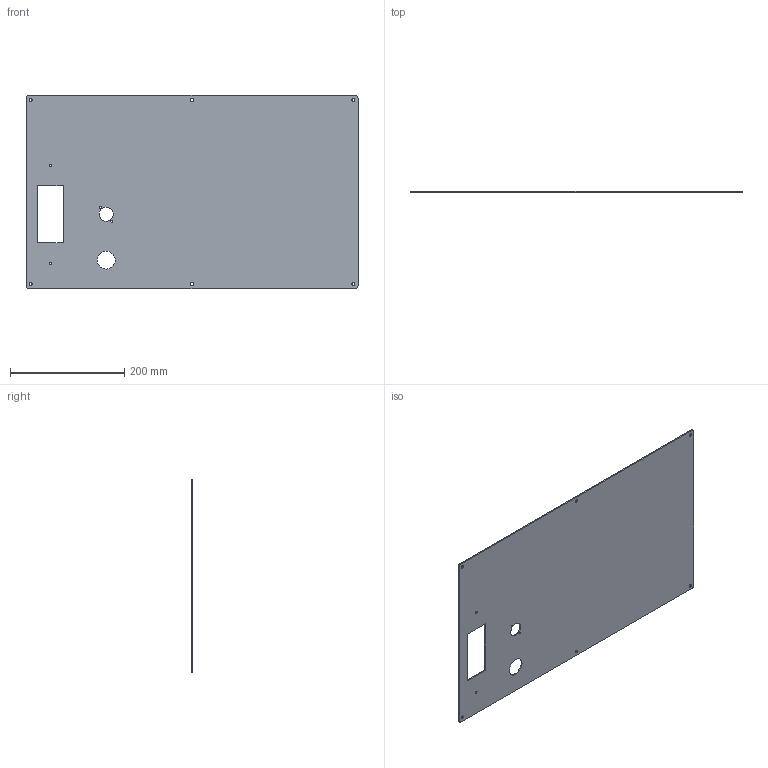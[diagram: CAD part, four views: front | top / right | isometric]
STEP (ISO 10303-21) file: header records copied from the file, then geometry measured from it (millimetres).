
FILE_DESCRIPTION(/* description */ ('Unknown'),/* implementation_level */ '2;1');
FILE_NAME(/* name */ 'Console communication Rev B',/* time_stamp */ '2020-08-07T10:38:28+02:00',/* author */ ('Unknown'),/* organization */ ('Unknown'),/* preprocessor_version */ 'ST-DEVELOPER v16.7',/* originating_system */ 'Solid Edge',/* authorisation */ 'Unknown');
FILE_SCHEMA (('AUTOMOTIVE_DESIGN {1 0 10303 214 3 1 1}'));
Length unit declared in the file: millimetre
Products named in the file (1): Console communication Rev B
Bounding box: 580 x 2 x 338 mm (x, y, z)
Volume: 380154 mm3; surface area: 385042.9 mm2
Topology: 1 solids, 1 shells, 26 faces, 72 edges, 48 vertices
Faces by surface type: cylinder 16, plane 10
Full cylindrical faces by diameter (mm): 3.5 x2, 4 x2, 5.5 x6, 24.6 x1, 31.5 x1
Entity records: 870 total; most frequent: DIRECTION 146, CARTESIAN_POINT 135, ORIENTED_EDGE 120, EDGE_LOOP 64, FACE_BOUND 64, EDGE_CURVE 60, AXIS2_PLACEMENT_3D 59, VERTEX_POINT 48
